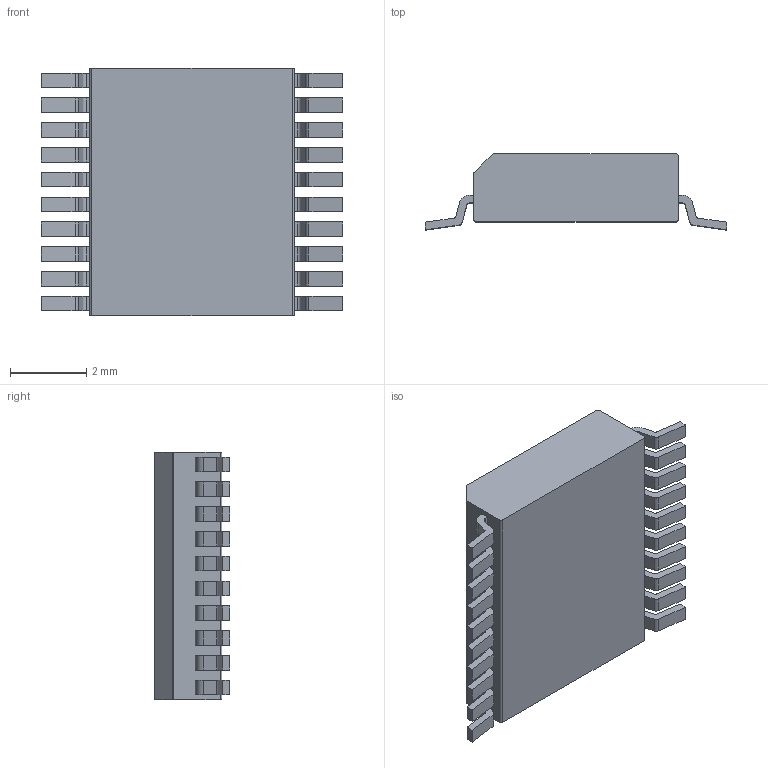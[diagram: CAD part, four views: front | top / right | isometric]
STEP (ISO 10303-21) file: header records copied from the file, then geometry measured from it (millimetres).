
FILE_DESCRIPTION (( 'STEP AP214' ), '1' );
FILE_NAME ('CD560720-BDBA-4D0A-93D3-3A967A0DC7C5.STEP', '2008-10-02T12:55:49', ( 'sysAdmin' ), ( 'SolidWorks' ), 'SwSTEP 2.0', 'SolidWorks 2009', '' );
FILE_SCHEMA (( 'AUTOMOTIVE_DESIGN' ));
Length unit declared in the file: millimetre
Products named in the file (1): CD560720-BDBA-4D0A-93D3-3A967A0DC7C5
Bounding box: 7.9 x 1.99 x 6.5 mm (x, y, z)
Volume: 63.7 mm3; surface area: 148.1 mm2
Topology: 1 solids, 1 shells, 312 faces, 870 edges, 580 vertices
Faces by surface type: plane 187, cylinder 125
Entity records: 11827 total; most frequent: CARTESIAN_POINT 1763, DIRECTION 1746, ORIENTED_EDGE 1740, EDGE_CURVE 870, LINE 620, VECTOR 620, VERTEX_POINT 580, AXIS2_PLACEMENT_3D 563
